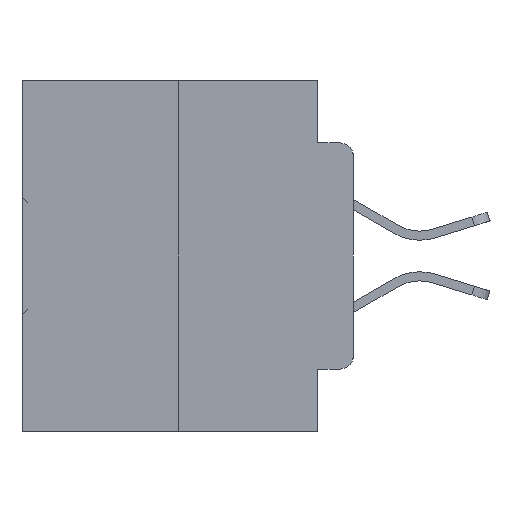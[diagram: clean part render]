
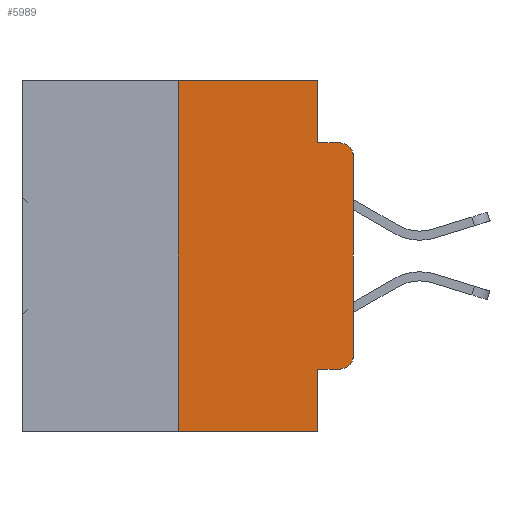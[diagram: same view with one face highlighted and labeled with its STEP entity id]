
A CAD part, left-side view. The second image highlights one B-rep face of the part: STEP entity #5989.
In plain terms, the highlighted planar face has unit normal (-1, 0, 0).
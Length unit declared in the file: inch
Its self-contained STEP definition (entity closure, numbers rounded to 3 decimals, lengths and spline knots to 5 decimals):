
#100 = DIRECTION ( 'NONE',  ( 0., 0., 1. ) ) ;
#888 = CIRCLE ( 'NONE', #19341, 0.02 ) ;
#1583 = CARTESIAN_POINT ( 'NONE',  ( 0., 0., 0. ) ) ;
#1591 = EDGE_CURVE ( 'NONE', #32009, #31107, #16621, .T. ) ;
#2139 = CIRCLE ( 'NONE', #29747, 0.02 ) ;
#2324 = VECTOR ( 'NONE', #28763, 39.37008 ) ;
#3115 = VERTEX_POINT ( 'NONE', #20677 ) ;
#3848 = EDGE_CURVE ( 'NONE', #4782, #10537, #16876, .T. ) ;
#4095 = FACE_OUTER_BOUND ( 'NONE', #27754, .T. ) ;
#4104 = CARTESIAN_POINT ( 'NONE',  ( 0., 0.473, 0. ) ) ;
#4782 = VERTEX_POINT ( 'NONE', #22048 ) ;
#5688 = EDGE_CURVE ( 'NONE', #31107, #3115, #7540, .T. ) ;
#5989 = ADVANCED_FACE ( 'NONE', ( #4095 ), #16493, .F. ) ;
#6101 = CARTESIAN_POINT ( 'NONE',  ( 0., 0.25, -0.5 ) ) ;
#6290 = CARTESIAN_POINT ( 'NONE',  ( 0., 0.051, -0.0885 ) ) ;
#6616 = LINE ( 'NONE', #6290, #7064 ) ;
#7064 = VECTOR ( 'NONE', #28539, 39.37008 ) ;
#7126 = CARTESIAN_POINT ( 'NONE',  ( 0., 0.25, 0. ) ) ;
#7540 = LINE ( 'NONE', #4104, #25793 ) ;
#7760 = DIRECTION ( 'NONE',  ( -1., 0., 0. ) ) ;
#8154 = CARTESIAN_POINT ( 'NONE',  ( 0., 0.051, 0. ) ) ;
#8300 = DIRECTION ( 'NONE',  ( 1., 0., 0. ) ) ;
#8814 = DIRECTION ( 'NONE',  ( -1., 0., 0. ) ) ;
#8864 = CARTESIAN_POINT ( 'NONE',  ( 0., 0., -0.1085 ) ) ;
#9706 = ORIENTED_EDGE ( 'NONE', *, *, #17277, .F. ) ;
#10316 = CARTESIAN_POINT ( 'NONE',  ( 0., 0.02, -0.1085 ) ) ;
#10537 = VERTEX_POINT ( 'NONE', #8864 ) ;
#10882 = CARTESIAN_POINT ( 'NONE',  ( 0., 0.25, 0. ) ) ;
#10987 = DIRECTION ( 'NONE',  ( 0., 0., -1. ) ) ;
#12738 = DIRECTION ( 'NONE',  ( 0., 0., 1. ) ) ;
#13476 = EDGE_CURVE ( 'NONE', #23699, #18242, #25050, .T. ) ;
#13895 = DIRECTION ( 'NONE',  ( 0., 0., -1. ) ) ;
#14435 = ORIENTED_EDGE ( 'NONE', *, *, #26323, .T. ) ;
#15244 = DIRECTION ( 'NONE',  ( 0., -1., 0. ) ) ;
#15688 = EDGE_CURVE ( 'NONE', #27775, #19381, #6616, .T. ) ;
#16318 = DIRECTION ( 'NONE',  ( 0., 0., -1. ) ) ;
#16493 = PLANE ( 'NONE',  #25341 ) ;
#16621 = LINE ( 'NONE', #10882, #17472 ) ;
#16876 = LINE ( 'NONE', #1583, #32953 ) ;
#17081 = EDGE_CURVE ( 'NONE', #10537, #19381, #888, .T. ) ;
#17129 = CARTESIAN_POINT ( 'NONE',  ( 0., 0.02, -0.3915 ) ) ;
#17277 = EDGE_CURVE ( 'NONE', #23699, #19247, #23044, .T. ) ;
#17472 = VECTOR ( 'NONE', #100, 39.37008 ) ;
#18242 = VERTEX_POINT ( 'NONE', #32526 ) ;
#19210 = ORIENTED_EDGE ( 'NONE', *, *, #23683, .T. ) ;
#19247 = VERTEX_POINT ( 'NONE', #26370 ) ;
#19341 = AXIS2_PLACEMENT_3D ( 'NONE', #10316, #7760, #16318 ) ;
#19381 = VERTEX_POINT ( 'NONE', #25839 ) ;
#19942 = ORIENTED_EDGE ( 'NONE', *, *, #1591, .F. ) ;
#20430 = CARTESIAN_POINT ( 'NONE',  ( 0., 0.051, -0.4115 ) ) ;
#20677 = CARTESIAN_POINT ( 'NONE',  ( 0., 0.051, 0. ) ) ;
#21024 = ORIENTED_EDGE ( 'NONE', *, *, #17081, .T. ) ;
#21049 = EDGE_CURVE ( 'NONE', #3115, #27775, #24441, .T. ) ;
#21158 = VECTOR ( 'NONE', #25996, 39.37008 ) ;
#21673 = CARTESIAN_POINT ( 'NONE',  ( 0., 0.051, 0. ) ) ;
#22048 = CARTESIAN_POINT ( 'NONE',  ( 0., 0., -0.3915 ) ) ;
#22066 = CARTESIAN_POINT ( 'NONE',  ( 0., 0.473, 0. ) ) ;
#22323 = CARTESIAN_POINT ( 'NONE',  ( 0., 0.051, -0.0885 ) ) ;
#23044 = LINE ( 'NONE', #8154, #32196 ) ;
#23478 = ORIENTED_EDGE ( 'NONE', *, *, #3848, .T. ) ;
#23683 = EDGE_CURVE ( 'NONE', #18242, #4782, #2139, .T. ) ;
#23699 = VERTEX_POINT ( 'NONE', #28415 ) ;
#24441 = LINE ( 'NONE', #21673, #33985 ) ;
#25050 = LINE ( 'NONE', #20430, #21158 ) ;
#25341 = AXIS2_PLACEMENT_3D ( 'NONE', #22066, #8300, #10987 ) ;
#25793 = VECTOR ( 'NONE', #15244, 39.37008 ) ;
#25839 = CARTESIAN_POINT ( 'NONE',  ( 0., 0.02, -0.0885 ) ) ;
#25996 = DIRECTION ( 'NONE',  ( 0., -1., 0. ) ) ;
#26323 = EDGE_CURVE ( 'NONE', #32009, #19247, #28809, .T. ) ;
#26370 = CARTESIAN_POINT ( 'NONE',  ( 0., 0.051, -0.5 ) ) ;
#26425 = CARTESIAN_POINT ( 'NONE',  ( 0., 0.473, -0.5 ) ) ;
#27662 = ORIENTED_EDGE ( 'NONE', *, *, #5688, .F. ) ;
#27754 = EDGE_LOOP ( 'NONE', ( #23478, #21024, #29177, #27934, #27662, #19942, #14435, #9706, #34045, #19210 ) ) ;
#27775 = VERTEX_POINT ( 'NONE', #22323 ) ;
#27934 = ORIENTED_EDGE ( 'NONE', *, *, #21049, .F. ) ;
#28161 = DIRECTION ( 'NONE',  ( 0., 0., -1. ) ) ;
#28415 = CARTESIAN_POINT ( 'NONE',  ( 0., 0.051, -0.4115 ) ) ;
#28539 = DIRECTION ( 'NONE',  ( 0., -1., 0. ) ) ;
#28763 = DIRECTION ( 'NONE',  ( 0., -1., 0. ) ) ;
#28809 = LINE ( 'NONE', #26425, #2324 ) ;
#29177 = ORIENTED_EDGE ( 'NONE', *, *, #15688, .F. ) ;
#29747 = AXIS2_PLACEMENT_3D ( 'NONE', #17129, #8814, #28161 ) ;
#29823 = DIRECTION ( 'NONE',  ( 0., 0., -1. ) ) ;
#31107 = VERTEX_POINT ( 'NONE', #7126 ) ;
#32009 = VERTEX_POINT ( 'NONE', #6101 ) ;
#32196 = VECTOR ( 'NONE', #13895, 39.37008 ) ;
#32526 = CARTESIAN_POINT ( 'NONE',  ( 0., 0.02, -0.4115 ) ) ;
#32953 = VECTOR ( 'NONE', #12738, 39.37008 ) ;
#33985 = VECTOR ( 'NONE', #29823, 39.37008 ) ;
#34045 = ORIENTED_EDGE ( 'NONE', *, *, #13476, .T. ) ;
